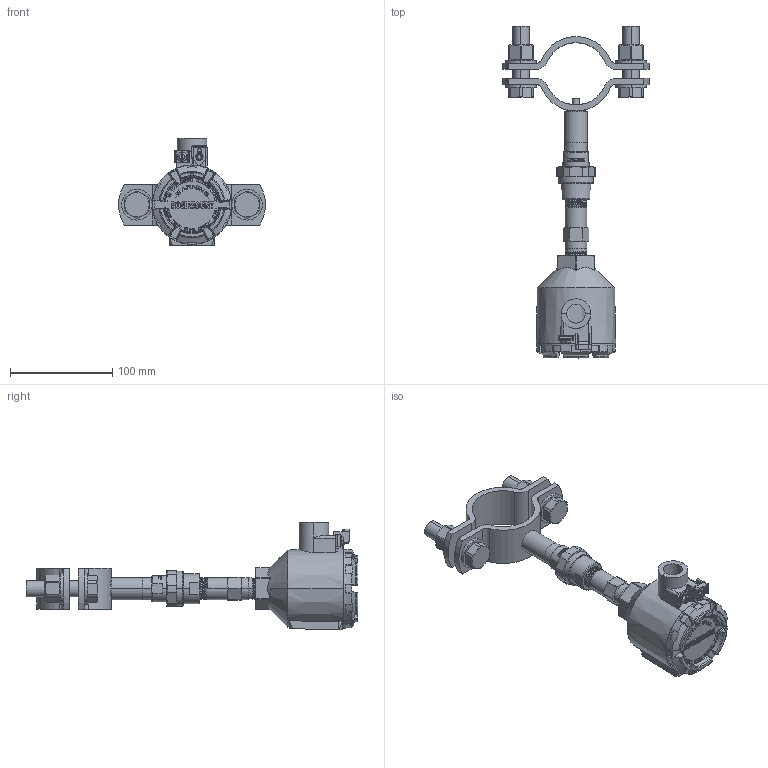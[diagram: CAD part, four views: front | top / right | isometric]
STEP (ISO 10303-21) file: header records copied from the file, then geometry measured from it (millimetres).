
FILE_DESCRIPTION((''),'2;1');
FILE_NAME('PIPE_CLAMP_ASSEMBLY_SW0002','2013-05-30T',('johnarm'),('Rosemount Measurement Division'),'PRO/ENGINEER BY PARAMETRIC TECHNOLOGY CORPORATION, 2010180','PRO/ENGINEER BY PARAMETRIC TECHNOLOGY CORPORATION, 2010180','');
FILE_SCHEMA(('CONFIG_CONTROL_DESIGN'));
Length unit declared in the file: inch
Products named in the file (1): PIPE_CLAMP_ASSEMBLY_SW0002
Bounding box: 144 x 325.39 x 105.08 mm (x, y, z)
Surface area: 128122.4 mm2 (no closed solid volume)
Topology: 0 solids, 69 shells, 993 faces, 4188 edges, 3257 vertices
Faces by surface type: plane 481, cylinder 200, cone 147, bspline 119, torus 46
Entity records: 53164 total; most frequent: CARTESIAN_POINT 21029, ORIENTED_EDGE 6506, DIRECTION 5737, EDGE_CURVE 4176, VERTEX_POINT 3257, VECTOR 2383, LINE 2383, AXIS2_PLACEMENT_3D 1677
